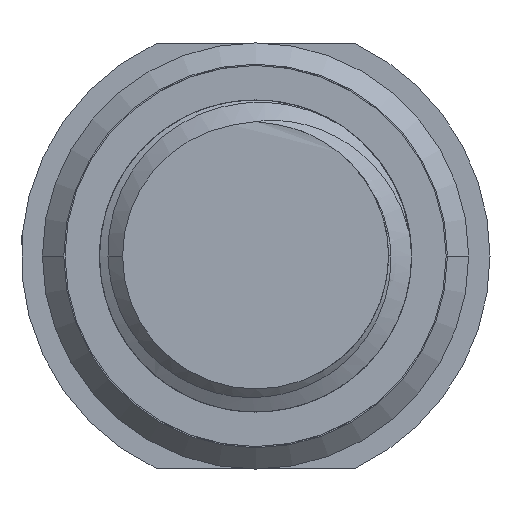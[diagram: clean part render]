
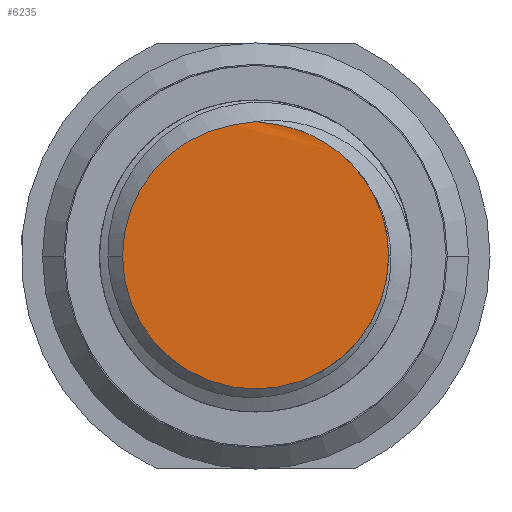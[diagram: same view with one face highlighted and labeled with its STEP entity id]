
A CAD part, front view. The second image highlights one B-rep face of the part: STEP entity #6235.
In plain terms, the highlighted planar face has unit normal (0, -1, 0).
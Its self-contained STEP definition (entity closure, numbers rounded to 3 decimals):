
#114 = CARTESIAN_POINT ( 'NONE',  ( 0.614, 0., 1.434 ) ) ;
#182 = VERTEX_POINT ( 'NONE', #6334 ) ;
#207 = EDGE_CURVE ( 'NONE', #5590, #182, #807, .T. ) ;
#253 = CARTESIAN_POINT ( 'NONE',  ( 0., 0.012, 1.577 ) ) ;
#495 = DIRECTION ( 'NONE',  ( 0., 1., 0. ) ) ;
#508 = PLANE ( 'NONE',  #5802 ) ;
#588 = ORIENTED_EDGE ( 'NONE', *, *, #5378, .F. ) ;
#659 = VERTEX_POINT ( 'NONE', #1403 ) ;
#674 = VERTEX_POINT ( 'NONE', #4902 ) ;
#711 = EDGE_LOOP ( 'NONE', ( #5551, #4747, #761, #6014, #3242, #588 ) ) ;
#761 = ORIENTED_EDGE ( 'NONE', *, *, #3273, .F. ) ;
#807 = CIRCLE ( 'NONE', #1367, 1.56 ) ;
#1015 = DIRECTION ( 'NONE',  ( 0., 1., 0. ) ) ;
#1035 = CARTESIAN_POINT ( 'NONE',  ( 0., 0., 1.42 ) ) ;
#1165 = DIRECTION ( 'NONE',  ( 0., 1., 0. ) ) ;
#1367 = AXIS2_PLACEMENT_3D ( 'NONE', #2452, #3917, #5966 ) ;
#1403 = CARTESIAN_POINT ( 'NONE',  ( 0., 0.012, 1.577 ) ) ;
#1481 = EDGE_CURVE ( 'Defeature ausgef�hrt2_28+Defeature ausgef�hrt2_27+Defeature ausgef�hrt2_24+Defeature ausgef�hrt2_24', #674, #4560, #5275, .T. ) ;
#1651 = CIRCLE ( 'NONE', #3609, 1.56 ) ;
#1737 = CARTESIAN_POINT ( 'NONE',  ( 0., 0., 0. ) ) ;
#2147 = CARTESIAN_POINT ( 'NONE',  ( 1.122, 0., 1.084 ) ) ;
#2227 = VERTEX_POINT ( 'NONE', #5818 ) ;
#2266 = B_SPLINE_CURVE_WITH_KNOTS ( 'NONE', 3,
 ( #114, #2622, #6125, #2147 ),
 .UNSPECIFIED., .F., .F.,
 ( 4, 4 ),
 ( 0., 0.001 ),
 .UNSPECIFIED. ) ;
#2317 = DIRECTION ( 'NONE',  ( -1., 0., 0. ) ) ;
#2452 = CARTESIAN_POINT ( 'NONE',  ( 0., 0., 0. ) ) ;
#2622 = CARTESIAN_POINT ( 'NONE',  ( 0.805, 0., 1.352 ) ) ;
#2798 = EDGE_CURVE ( 'Defeature ausgef�hrt2_24+Defeature ausgef�hrt2_27+Defeature ausgef�hrt2_27+Defeature ausgef�hrt2_27', #659, #5590, #3918, .T. ) ;
#2971 = DIRECTION ( 'NONE',  ( -1., 0., 0. ) ) ;
#3153 = CARTESIAN_POINT ( 'NONE',  ( 0.411, 0., 1.519 ) ) ;
#3242 = ORIENTED_EDGE ( 'NONE', *, *, #5662, .F. ) ;
#3273 = EDGE_CURVE ( 'Defeature ausgef�hrt2_28+Defeature ausgef�hrt2_27+Defeature ausgef�hrt2_24+Defeature ausgef�hrt2_24', #4560, #659, #1651, .T. ) ;
#3609 = AXIS2_PLACEMENT_3D ( 'NONE', #1737, #4725, #2317 ) ;
#3741 = CARTESIAN_POINT ( 'NONE',  ( 0.206, 0., 1.56 ) ) ;
#3765 = CARTESIAN_POINT ( 'NONE',  ( 0.601, 0., 1.44 ) ) ;
#3804 = CARTESIAN_POINT ( 'NONE',  ( 0.601, 0., 1.44 ) ) ;
#3917 = DIRECTION ( 'NONE',  ( 0., 1., 0. ) ) ;
#3918 = B_SPLINE_CURVE_WITH_KNOTS ( 'NONE', 3,
 ( #253, #3741, #3153, #3765 ),
 .UNSPECIFIED., .F., .F.,
 ( 4, 4 ),
 ( 0., 0.001 ),
 .UNSPECIFIED. ) ;
#4090 = AXIS2_PLACEMENT_3D ( 'NONE', #5697, #1165, #4721 ) ;
#4157 = AXIS2_PLACEMENT_3D ( 'NONE', #5939, #495, #2971 ) ;
#4560 = VERTEX_POINT ( 'NONE', #4608 ) ;
#4608 = CARTESIAN_POINT ( 'NONE',  ( -1.56, 0., 0. ) ) ;
#4721 = DIRECTION ( 'NONE',  ( -1., 0., 0. ) ) ;
#4725 = DIRECTION ( 'NONE',  ( 0., 1., 0. ) ) ;
#4742 = FACE_OUTER_BOUND ( 'NONE', #711, .T. ) ;
#4747 = ORIENTED_EDGE ( 'NONE', *, *, #2798, .F. ) ;
#4750 = CIRCLE ( 'NONE', #4157, 1.56 ) ;
#4902 = CARTESIAN_POINT ( 'NONE',  ( 1.56, 0., 0. ) ) ;
#5275 = CIRCLE ( 'NONE', #4090, 1.56 ) ;
#5378 = EDGE_CURVE ( 'Defeature ausgef�hrt2_24+Defeature ausgef�hrt2_27+Defeature ausgef�hrt2_27+Defeature ausgef�hrt2_28', #182, #2227, #2266, .T. ) ;
#5513 = DIRECTION ( 'NONE',  ( -1., 0., 0. ) ) ;
#5551 = ORIENTED_EDGE ( 'NONE', *, *, #207, .F. ) ;
#5590 = VERTEX_POINT ( 'NONE', #3804 ) ;
#5662 = EDGE_CURVE ( 'Defeature ausgef�hrt2_28+Defeature ausgef�hrt2_27+Defeature ausgef�hrt2_24+Defeature ausgef�hrt2_24', #2227, #674, #4750, .T. ) ;
#5697 = CARTESIAN_POINT ( 'NONE',  ( 0., 0., 0. ) ) ;
#5802 = AXIS2_PLACEMENT_3D ( 'NONE', #1035, #1015, #5513 ) ;
#5818 = CARTESIAN_POINT ( 'NONE',  ( 1.122, 0., 1.084 ) ) ;
#5939 = CARTESIAN_POINT ( 'NONE',  ( 0., 0., 0. ) ) ;
#5966 = DIRECTION ( 'NONE',  ( -1., 0., 0. ) ) ;
#6014 = ORIENTED_EDGE ( 'NONE', *, *, #1481, .F. ) ;
#6125 = CARTESIAN_POINT ( 'NONE',  ( 0.975, 0., 1.231 ) ) ;
#6235 = ADVANCED_FACE ( 'Defeature ausgef�hrt2_27', ( #4742 ), #508, .F. ) ;
#6334 = CARTESIAN_POINT ( 'NONE',  ( 0.614, 0., 1.434 ) ) ;
